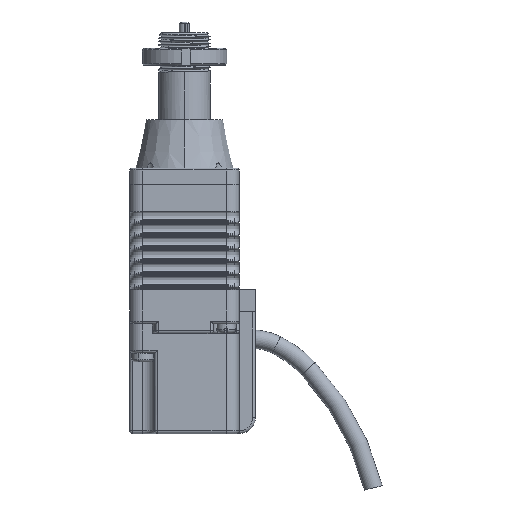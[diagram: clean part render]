
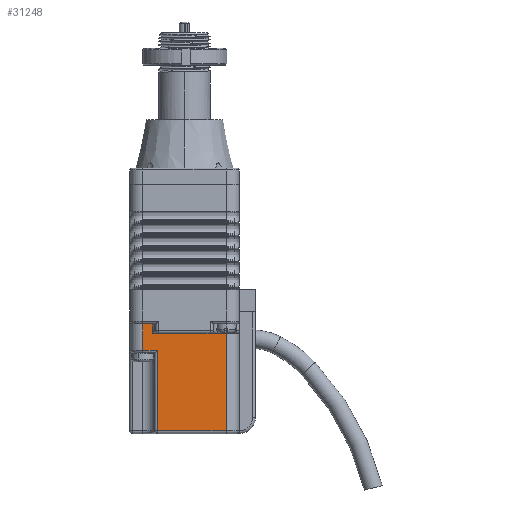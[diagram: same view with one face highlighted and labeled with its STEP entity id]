
A CAD part, left-side view. The second image highlights one B-rep face of the part: STEP entity #31248.
In plain terms, the highlighted face is planar.
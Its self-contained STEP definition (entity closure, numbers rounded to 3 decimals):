
#147 = DIRECTION ( 'NONE',  ( 0., 0., -1. ) ) ;
#202 = VERTEX_POINT ( 'NONE', #21782 ) ;
#1085 = DIRECTION ( 'NONE',  ( 0., -1., 0. ) ) ;
#1206 = VERTEX_POINT ( 'NONE', #26747 ) ;
#1415 = ORIENTED_EDGE ( 'NONE', *, *, #30413, .F. ) ;
#2484 = CARTESIAN_POINT ( 'NONE',  ( -7.7, 10.1, 19.75 ) ) ;
#2633 = LINE ( 'NONE', #2832, #16704 ) ;
#2832 = CARTESIAN_POINT ( 'NONE',  ( -7.7, 10.1, 20.25 ) ) ;
#3639 = EDGE_CURVE ( 'NONE', #39094, #1206, #29306, .T. ) ;
#5408 = EDGE_CURVE ( 'NONE', #202, #27558, #11603, .T. ) ;
#5549 = EDGE_LOOP ( 'NONE', ( #31130, #15670, #38060, #1415, #7141, #25511, #27104, #6204 ) ) ;
#6204 = ORIENTED_EDGE ( 'NONE', *, *, #9307, .T. ) ;
#6432 = CARTESIAN_POINT ( 'NONE',  ( -5.9, 10.1, 20.25 ) ) ;
#6781 = DIRECTION ( 'NONE',  ( 0., 0., -1. ) ) ;
#7141 = ORIENTED_EDGE ( 'NONE', *, *, #37903, .T. ) ;
#7508 = EDGE_CURVE ( 'NONE', #10147, #39094, #20532, .T. ) ;
#9307 = EDGE_CURVE ( 'NONE', #39466, #20779, #10940, .T. ) ;
#9937 = CARTESIAN_POINT ( 'NONE',  ( 7.7, 10.1, 19.75 ) ) ;
#10147 = VERTEX_POINT ( 'NONE', #20030 ) ;
#10940 = LINE ( 'NONE', #14570, #38311 ) ;
#11603 = LINE ( 'NONE', #30060, #27850 ) ;
#12310 = VECTOR ( 'NONE', #33883, 1000. ) ;
#12340 = CARTESIAN_POINT ( 'NONE',  ( -7.7, 10.1, 0. ) ) ;
#12364 = DIRECTION ( 'NONE',  ( 0., 0., -1. ) ) ;
#13422 = VECTOR ( 'NONE', #147, 1000. ) ;
#14527 = EDGE_CURVE ( 'NONE', #20779, #10147, #18681, .T. ) ;
#14570 = CARTESIAN_POINT ( 'NONE',  ( -7.7, 10.1, 4.9 ) ) ;
#14896 = CARTESIAN_POINT ( 'NONE',  ( -5.9, 10.1, 1.8 ) ) ;
#15548 = LINE ( 'NONE', #6432, #13422 ) ;
#15670 = ORIENTED_EDGE ( 'NONE', *, *, #7508, .T. ) ;
#15686 = CARTESIAN_POINT ( 'NONE',  ( -5., 10.1, 4.9 ) ) ;
#16300 = CARTESIAN_POINT ( 'NONE',  ( -7.7, 10.1, 4.9 ) ) ;
#16479 = FACE_OUTER_BOUND ( 'NONE', #5549, .T. ) ;
#16704 = VECTOR ( 'NONE', #12364, 1000. ) ;
#17195 = DIRECTION ( 'NONE',  ( 1., 0., 0. ) ) ;
#17679 = DIRECTION ( 'NONE',  ( -1., 0., 0. ) ) ;
#18131 = VERTEX_POINT ( 'NONE', #14896 ) ;
#18681 = LINE ( 'NONE', #31045, #12310 ) ;
#20030 = CARTESIAN_POINT ( 'NONE',  ( -5., 10.1, 19.75 ) ) ;
#20532 = LINE ( 'NONE', #2484, #21796 ) ;
#20779 = VERTEX_POINT ( 'NONE', #15686 ) ;
#21782 = CARTESIAN_POINT ( 'NONE',  ( -5.9, 10.1, 0. ) ) ;
#21796 = VECTOR ( 'NONE', #33304, 1000. ) ;
#25511 = ORIENTED_EDGE ( 'NONE', *, *, #5408, .T. ) ;
#25822 = VECTOR ( 'NONE', #27812, 1000. ) ;
#26747 = CARTESIAN_POINT ( 'NONE',  ( 7.7, 10.1, 1.8 ) ) ;
#27104 = ORIENTED_EDGE ( 'NONE', *, *, #29148, .F. ) ;
#27558 = VERTEX_POINT ( 'NONE', #12340 ) ;
#27812 = DIRECTION ( 'NONE',  ( 1., 0., 0. ) ) ;
#27850 = VECTOR ( 'NONE', #17679, 1000. ) ;
#28692 = CARTESIAN_POINT ( 'NONE',  ( 7.7, 10.1, 20.25 ) ) ;
#29148 = EDGE_CURVE ( 'NONE', #39466, #27558, #2633, .T. ) ;
#29287 = PLANE ( 'NONE',  #39452 ) ;
#29305 = VECTOR ( 'NONE', #6781, 1000. ) ;
#29306 = LINE ( 'NONE', #28692, #29305 ) ;
#30060 = CARTESIAN_POINT ( 'NONE',  ( -7.7, 10.1, 0. ) ) ;
#30413 = EDGE_CURVE ( 'NONE', #18131, #1206, #37732, .T. ) ;
#31045 = CARTESIAN_POINT ( 'NONE',  ( -5., 10.1, 20.25 ) ) ;
#31130 = ORIENTED_EDGE ( 'NONE', *, *, #14527, .T. ) ;
#31248 = ADVANCED_FACE ( 'NONE', ( #16479 ), #29287, .F. ) ;
#31423 = CARTESIAN_POINT ( 'NONE',  ( -7.7, 10.1, 1.8 ) ) ;
#33304 = DIRECTION ( 'NONE',  ( 1., 0., 0. ) ) ;
#33883 = DIRECTION ( 'NONE',  ( 0., 0., 1. ) ) ;
#35532 = CARTESIAN_POINT ( 'NONE',  ( -7.7, 10.1, 20.25 ) ) ;
#37732 = LINE ( 'NONE', #31423, #25822 ) ;
#37903 = EDGE_CURVE ( 'NONE', #18131, #202, #15548, .T. ) ;
#38060 = ORIENTED_EDGE ( 'NONE', *, *, #3639, .T. ) ;
#38311 = VECTOR ( 'NONE', #17195, 1000. ) ;
#38565 = DIRECTION ( 'NONE',  ( 0., 0., -1. ) ) ;
#39094 = VERTEX_POINT ( 'NONE', #9937 ) ;
#39452 = AXIS2_PLACEMENT_3D ( 'NONE', #35532, #1085, #38565 ) ;
#39466 = VERTEX_POINT ( 'NONE', #16300 ) ;
